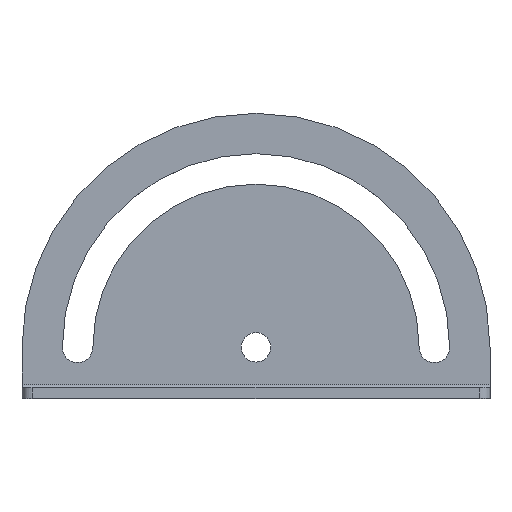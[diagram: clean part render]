
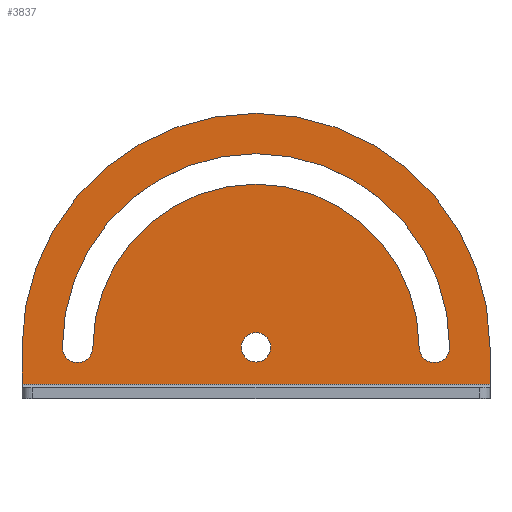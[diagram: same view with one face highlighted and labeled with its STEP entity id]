
A CAD part, top view. The second image highlights one B-rep face of the part: STEP entity #3837.
In plain terms, the highlighted planar face has unit normal (0, 0, 1).
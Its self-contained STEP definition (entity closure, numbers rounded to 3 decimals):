
#64 = CARTESIAN_POINT ( 'NONE',  ( 65.25, 0., 3. ) ) ;
#82 = DIRECTION ( 'NONE',  ( 0., -1., 0. ) ) ;
#134 = ORIENTED_EDGE ( 'NONE', *, *, #2610, .T. ) ;
#156 = EDGE_LOOP ( 'NONE', ( #213, #245 ) ) ;
#168 = ORIENTED_EDGE ( 'NONE', *, *, #2598, .F. ) ;
#182 = ORIENTED_EDGE ( 'NONE', *, *, #2589, .T. ) ;
#193 = ORIENTED_EDGE ( 'NONE', *, *, #2572, .T. ) ;
#205 = VERTEX_POINT ( 'NONE', #5359 ) ;
#213 = ORIENTED_EDGE ( 'NONE', *, *, #2559, .T. ) ;
#238 = VERTEX_POINT ( 'NONE', #5074 ) ;
#245 = ORIENTED_EDGE ( 'NONE', *, *, #7003, .T. ) ;
#250 = DIRECTION ( 'NONE',  ( 0., 0., 1. ) ) ;
#252 = ORIENTED_EDGE ( 'NONE', *, *, #2547, .F. ) ;
#255 = ORIENTED_EDGE ( 'NONE', *, *, #2534, .F. ) ;
#277 = ORIENTED_EDGE ( 'NONE', *, *, #2499, .T. ) ;
#287 = ORIENTED_EDGE ( 'NONE', *, *, #3084, .T. ) ;
#397 = VECTOR ( 'NONE', #5805, 1000. ) ;
#401 = CARTESIAN_POINT ( 'NONE',  ( 0., 0., 3. ) ) ;
#420 = CIRCLE ( 'NONE', #2199, 65.25 ) ;
#480 = DIRECTION ( 'NONE',  ( 0., 0., -1. ) ) ;
#490 = VERTEX_POINT ( 'NONE', #6305 ) ;
#502 = DIRECTION ( 'NONE',  ( -1., 0., 0. ) ) ;
#583 = CARTESIAN_POINT ( 'NONE',  ( 0., 0., 3. ) ) ;
#629 = DIRECTION ( 'NONE',  ( 0., 0., -1. ) ) ;
#640 = DIRECTION ( 'NONE',  ( -1., 0., 0. ) ) ;
#641 = VERTEX_POINT ( 'NONE', #6468 ) ;
#660 = EDGE_LOOP ( 'NONE', ( #134, #168, #182, #193 ) ) ;
#663 = DIRECTION ( 'NONE',  ( -1., 0., 0. ) ) ;
#920 = CARTESIAN_POINT ( 'NONE',  ( -49.75, 0., 3. ) ) ;
#929 = DIRECTION ( 'NONE',  ( 0., 0., -1. ) ) ;
#930 = DIRECTION ( 'NONE',  ( 0., 0., -1. ) ) ;
#947 = DIRECTION ( 'NONE',  ( -1., 0., 0. ) ) ;
#971 = CARTESIAN_POINT ( 'NONE',  ( 0., 0., 3. ) ) ;
#1065 = CARTESIAN_POINT ( 'NONE',  ( 0., 0., 3. ) ) ;
#1076 = DIRECTION ( 'NONE',  ( 0., 0., -1. ) ) ;
#1101 = CARTESIAN_POINT ( 'NONE',  ( 45.5, 0., 3. ) ) ;
#1102 = DIRECTION ( 'NONE',  ( -1., 0., 0. ) ) ;
#1109 = PLANE ( 'NONE',  #5527 ) ;
#1197 = CARTESIAN_POINT ( 'NONE',  ( 49.75, 0., 3. ) ) ;
#1227 = DIRECTION ( 'NONE',  ( 0., 0., -1. ) ) ;
#1231 = CARTESIAN_POINT ( 'NONE',  ( -4.1, 0., 3. ) ) ;
#1239 = DIRECTION ( 'NONE',  ( -1., 0., 0. ) ) ;
#1339 = EDGE_LOOP ( 'NONE', ( #252, #255, #277, #287 ) ) ;
#1592 = VERTEX_POINT ( 'NONE', #1101 ) ;
#1711 = LINE ( 'NONE', #5122, #5772 ) ;
#2034 = CIRCLE ( 'NONE', #3695, 4.1 ) ;
#2199 = AXIS2_PLACEMENT_3D ( 'NONE', #971, #929, #663 ) ;
#2225 = VERTEX_POINT ( 'NONE', #4550 ) ;
#2455 = VECTOR ( 'NONE', #82, 1000. ) ;
#2499 = EDGE_CURVE ( 'NONE', #5246, #205, #1711, .T. ) ;
#2534 = EDGE_CURVE ( 'NONE', #5246, #490, #420, .T. ) ;
#2547 = EDGE_CURVE ( 'NONE', #490, #2804, #6272, .T. ) ;
#2559 = EDGE_CURVE ( 'NONE', #3949, #641, #2034, .T. ) ;
#2572 = EDGE_CURVE ( 'NONE', #2225, #3331, #4970, .T. ) ;
#2589 = EDGE_CURVE ( 'NONE', #238, #2225, #4258, .T. ) ;
#2598 = EDGE_CURVE ( 'NONE', #238, #1592, #6867, .T. ) ;
#2610 = EDGE_CURVE ( 'NONE', #3331, #1592, #6735, .T. ) ;
#2720 = AXIS2_PLACEMENT_3D ( 'NONE', #3757, #7097, #4254 ) ;
#2804 = VERTEX_POINT ( 'NONE', #4362 ) ;
#3084 = EDGE_CURVE ( 'NONE', #205, #2804, #3860, .T. ) ;
#3331 = VERTEX_POINT ( 'NONE', #6150 ) ;
#3695 = AXIS2_PLACEMENT_3D ( 'NONE', #401, #480, #502 ) ;
#3757 = CARTESIAN_POINT ( 'NONE',  ( 0., 0., 3. ) ) ;
#3837 = ADVANCED_FACE ( 'NONE', ( #3850, #7169, #6112 ), #1109, .T. ) ;
#3850 = FACE_BOUND ( 'NONE', #660, .T. ) ;
#3860 = LINE ( 'NONE', #7078, #397 ) ;
#3949 = VERTEX_POINT ( 'NONE', #1231 ) ;
#4027 = AXIS2_PLACEMENT_3D ( 'NONE', #583, #629, #640 ) ;
#4112 = CARTESIAN_POINT ( 'NONE',  ( 0., 0., 3. ) ) ;
#4254 = DIRECTION ( 'NONE',  ( -1., 0., 0. ) ) ;
#4258 = CIRCLE ( 'NONE', #6111, 4.25 ) ;
#4362 = CARTESIAN_POINT ( 'NONE',  ( 65.25, -10.3, 3. ) ) ;
#4550 = CARTESIAN_POINT ( 'NONE',  ( -54., 0., 3. ) ) ;
#4646 = DIRECTION ( 'NONE',  ( 0., -1., 0. ) ) ;
#4661 = DIRECTION ( 'NONE',  ( 1., 0., 0. ) ) ;
#4970 = CIRCLE ( 'NONE', #4027, 54. ) ;
#5074 = CARTESIAN_POINT ( 'NONE',  ( -45.5, 0., 3. ) ) ;
#5122 = CARTESIAN_POINT ( 'NONE',  ( -65.25, 0., 3. ) ) ;
#5246 = VERTEX_POINT ( 'NONE', #6015 ) ;
#5323 = CIRCLE ( 'NONE', #2720, 4.1 ) ;
#5359 = CARTESIAN_POINT ( 'NONE',  ( -65.25, -10.3, 3. ) ) ;
#5527 = AXIS2_PLACEMENT_3D ( 'NONE', #4112, #250, #4661 ) ;
#5772 = VECTOR ( 'NONE', #4646, 1000. ) ;
#5805 = DIRECTION ( 'NONE',  ( 1., 0., 0. ) ) ;
#6015 = CARTESIAN_POINT ( 'NONE',  ( -65.25, 0., 3. ) ) ;
#6111 = AXIS2_PLACEMENT_3D ( 'NONE', #920, #930, #947 ) ;
#6112 = FACE_OUTER_BOUND ( 'NONE', #1339, .T. ) ;
#6150 = CARTESIAN_POINT ( 'NONE',  ( 54., 0., 3. ) ) ;
#6272 = LINE ( 'NONE', #64, #2455 ) ;
#6305 = CARTESIAN_POINT ( 'NONE',  ( 65.25, 0., 3. ) ) ;
#6468 = CARTESIAN_POINT ( 'NONE',  ( 4.1, 0., 3. ) ) ;
#6686 = AXIS2_PLACEMENT_3D ( 'NONE', #1065, #1076, #1102 ) ;
#6735 = CIRCLE ( 'NONE', #6952, 4.25 ) ;
#6867 = CIRCLE ( 'NONE', #6686, 45.5 ) ;
#6952 = AXIS2_PLACEMENT_3D ( 'NONE', #1197, #1227, #1239 ) ;
#7003 = EDGE_CURVE ( 'NONE', #641, #3949, #5323, .T. ) ;
#7078 = CARTESIAN_POINT ( 'NONE',  ( 0., -10.3, 3. ) ) ;
#7097 = DIRECTION ( 'NONE',  ( 0., 0., -1. ) ) ;
#7169 = FACE_BOUND ( 'NONE', #156, .T. ) ;
